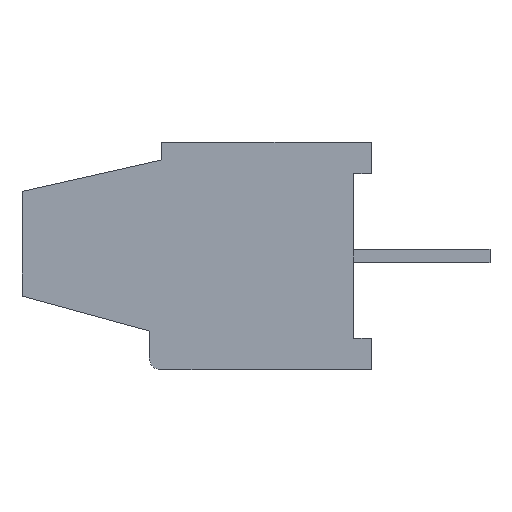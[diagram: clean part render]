
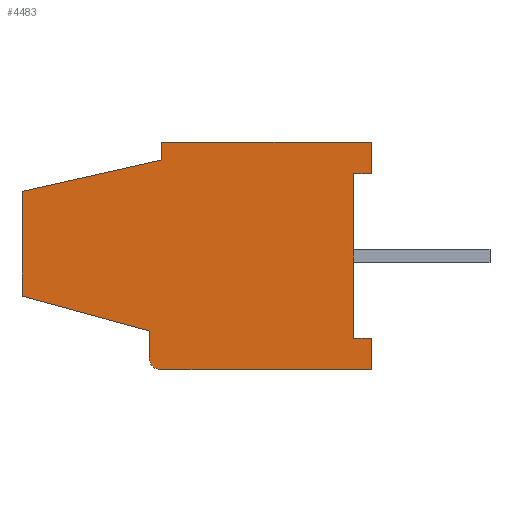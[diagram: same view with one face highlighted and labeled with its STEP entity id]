
A CAD part, left-side view. The second image highlights one B-rep face of the part: STEP entity #4483.
In plain terms, the highlighted planar face has unit normal (-1, 0, 0).
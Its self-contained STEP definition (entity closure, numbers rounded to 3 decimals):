
#565=DIRECTION('',(0.,-0.964,-0.264));
#566=VECTOR('',#565,3.785);
#567=CARTESIAN_POINT('',(-11.66,7.,-4.4));
#568=LINE('',#567,#566);
#569=DIRECTION('',(0.,0.,-1.));
#570=VECTOR('',#569,3.);
#571=CARTESIAN_POINT('',(-11.66,7.,-1.4));
#572=LINE('',#571,#570);
#573=DIRECTION('',(0.,0.976,-0.22));
#574=VECTOR('',#573,4.1);
#575=CARTESIAN_POINT('',(-11.66,3.,-0.5));
#576=LINE('',#575,#574);
#577=DIRECTION('',(0.,0.,-1.));
#578=VECTOR('',#577,0.5);
#579=CARTESIAN_POINT('',(-11.66,3.,0.));
#580=LINE('',#579,#578);
#581=DIRECTION('',(0.,1.,0.));
#582=VECTOR('',#581,6.);
#583=CARTESIAN_POINT('',(-11.66,-3.,0.));
#584=LINE('',#583,#582);
#585=DIRECTION('',(0.,0.,1.));
#586=VECTOR('',#585,0.9);
#587=CARTESIAN_POINT('',(-11.66,-3.,-0.9));
#588=LINE('',#587,#586);
#589=DIRECTION('',(0.,-1.,0.));
#590=VECTOR('',#589,0.5);
#591=CARTESIAN_POINT('',(-11.66,-2.5,-0.9));
#592=LINE('',#591,#590);
#593=DIRECTION('',(0.,0.,1.));
#594=VECTOR('',#593,4.7);
#595=CARTESIAN_POINT('',(-11.66,-2.5,-5.6));
#596=LINE('',#595,#594);
#597=DIRECTION('',(0.,1.,0.));
#598=VECTOR('',#597,0.5);
#599=CARTESIAN_POINT('',(-11.66,-3.,-5.6));
#600=LINE('',#599,#598);
#601=DIRECTION('',(0.,0.,1.));
#602=VECTOR('',#601,0.9);
#603=CARTESIAN_POINT('',(-11.66,-3.,-6.5));
#604=LINE('',#603,#602);
#605=DIRECTION('',(0.,-1.,0.));
#606=VECTOR('',#605,6.05);
#607=CARTESIAN_POINT('',(-11.66,3.05,-6.5));
#608=LINE('',#607,#606);
#609=CARTESIAN_POINT('',(-11.66,3.05,-6.2));
#610=DIRECTION('',(-1.,0.,0.));
#611=DIRECTION('',(0.,1.,0.));
#612=AXIS2_PLACEMENT_3D('',#609,#610,#611);
#614=DIRECTION('',(0.,0.,-1.));
#615=VECTOR('',#614,0.8);
#616=CARTESIAN_POINT('',(-11.66,3.35,-5.4));
#617=LINE('',#616,#615);
#2892=CARTESIAN_POINT('',(-11.66,7.,-4.4));
#2893=CARTESIAN_POINT('',(-11.66,3.35,-5.4));
#2894=VERTEX_POINT('',#2892);
#2895=VERTEX_POINT('',#2893);
#2896=CARTESIAN_POINT('',(-11.66,3.35,-6.2));
#2897=VERTEX_POINT('',#2896);
#2898=CARTESIAN_POINT('',(-11.66,3.05,-6.5));
#2899=CARTESIAN_POINT('',(-11.66,-3.,-6.5));
#2900=VERTEX_POINT('',#2898);
#2901=VERTEX_POINT('',#2899);
#2902=CARTESIAN_POINT('',(-11.66,-3.,-5.6));
#2903=VERTEX_POINT('',#2902);
#2904=CARTESIAN_POINT('',(-11.66,-2.5,-5.6));
#2905=VERTEX_POINT('',#2904);
#2906=CARTESIAN_POINT('',(-11.66,-2.5,-0.9));
#2907=VERTEX_POINT('',#2906);
#2908=CARTESIAN_POINT('',(-11.66,-3.,-0.9));
#2909=VERTEX_POINT('',#2908);
#2910=CARTESIAN_POINT('',(-11.66,-3.,0.));
#2911=VERTEX_POINT('',#2910);
#2912=CARTESIAN_POINT('',(-11.66,3.,0.));
#2913=VERTEX_POINT('',#2912);
#2914=CARTESIAN_POINT('',(-11.66,3.,-0.5));
#2915=VERTEX_POINT('',#2914);
#2916=CARTESIAN_POINT('',(-11.66,7.,-1.4));
#2917=VERTEX_POINT('',#2916);
#4454=CARTESIAN_POINT('',(-11.66,0.,0.));
#4455=DIRECTION('',(-1.,0.,0.));
#4456=DIRECTION('',(0.,-1.,0.));
#4457=AXIS2_PLACEMENT_3D('',#4454,#4455,#4456);
#4458=PLANE('',#4457);
#4459=ORIENTED_EDGE('',*,*,#3824,.F.);
#4461=ORIENTED_EDGE('',*,*,#4460,.F.);
#4463=ORIENTED_EDGE('',*,*,#4462,.F.);
#4465=ORIENTED_EDGE('',*,*,#4464,.F.);
#4467=ORIENTED_EDGE('',*,*,#4466,.F.);
#4469=ORIENTED_EDGE('',*,*,#4468,.F.);
#4471=ORIENTED_EDGE('',*,*,#4470,.F.);
#4473=ORIENTED_EDGE('',*,*,#4472,.F.);
#4475=ORIENTED_EDGE('',*,*,#4474,.F.);
#4477=ORIENTED_EDGE('',*,*,#4476,.F.);
#4478=ORIENTED_EDGE('',*,*,#4026,.F.);
#4479=ORIENTED_EDGE('',*,*,#4056,.F.);
#4480=ORIENTED_EDGE('',*,*,#4326,.F.);
#4481=EDGE_LOOP('',(#4459,#4461,#4463,#4465,#4467,#4469,#4471,#4473,#4475,#4477,
#4478,#4479,#4480));
#4482=FACE_OUTER_BOUND('',#4481,.F.);
#613=CIRCLE('',#612,0.3);
#3824=EDGE_CURVE('',#2894,#2895,#568,.T.);
#4026=EDGE_CURVE('',#2900,#2901,#608,.T.);
#4056=EDGE_CURVE('',#2897,#2900,#613,.T.);
#4326=EDGE_CURVE('',#2895,#2897,#617,.T.);
#4460=EDGE_CURVE('',#2917,#2894,#572,.T.);
#4462=EDGE_CURVE('',#2915,#2917,#576,.T.);
#4464=EDGE_CURVE('',#2913,#2915,#580,.T.);
#4466=EDGE_CURVE('',#2911,#2913,#584,.T.);
#4468=EDGE_CURVE('',#2909,#2911,#588,.T.);
#4470=EDGE_CURVE('',#2907,#2909,#592,.T.);
#4472=EDGE_CURVE('',#2905,#2907,#596,.T.);
#4474=EDGE_CURVE('',#2903,#2905,#600,.T.);
#4476=EDGE_CURVE('',#2901,#2903,#604,.T.);
#4483=ADVANCED_FACE('',(#4482),#4458,.T.);
